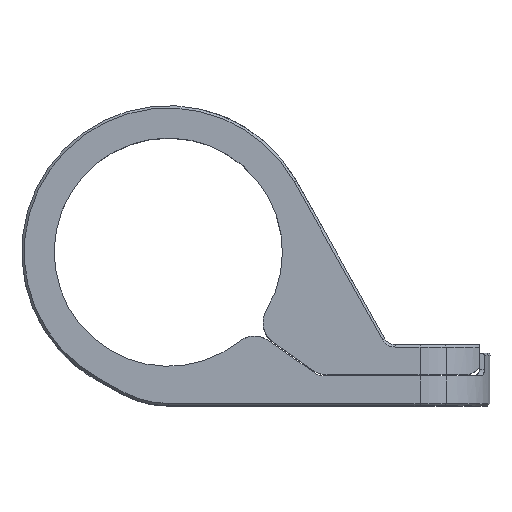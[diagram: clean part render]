
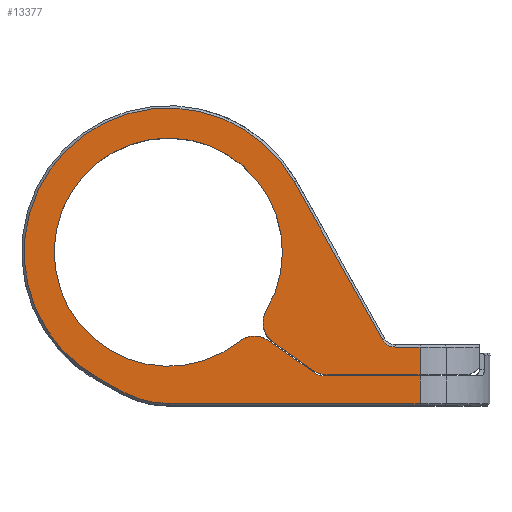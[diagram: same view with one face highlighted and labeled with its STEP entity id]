
A CAD part, top view. The second image highlights one B-rep face of the part: STEP entity #13377.
In plain terms, the highlighted planar face has unit normal (0, 0, 1).
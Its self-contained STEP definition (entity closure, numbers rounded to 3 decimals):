
#522=DIRECTION('',(1.,0.,0.));
#523=VECTOR('',#522,7.723);
#524=CARTESIAN_POINT('',(13.231,-10.2,6.35));
#525=LINE('',#524,#523);
#692=DIRECTION('',(-1.,0.,0.));
#693=VECTOR('',#692,20.954);
#694=CARTESIAN_POINT('',(20.954,-12.6,6.35));
#695=LINE('',#694,#693);
#696=CARTESIAN_POINT('',(0.,-4.8,6.35));
#697=DIRECTION('',(0.,0.,-1.));
#698=DIRECTION('',(0.,-1.,0.));
#699=AXIS2_PLACEMENT_3D('',#696,#697,#698);
#701=DIRECTION('',(-0.875,0.484,0.));
#702=VECTOR('',#701,2.324);
#703=CARTESIAN_POINT('',(-3.776,-11.625,6.35));
#704=LINE('',#703,#702);
#705=CARTESIAN_POINT('',(0.,0.,6.35));
#706=DIRECTION('',(0.,0.,-1.));
#707=DIRECTION('',(-0.484,-0.875,0.));
#708=AXIS2_PLACEMENT_3D('',#705,#706,#707);
#710=DIRECTION('',(0.489,-0.872,0.));
#711=VECTOR('',#710,15.077);
#712=CARTESIAN_POINT('',(10.468,5.866,6.35));
#713=LINE('',#712,#711);
#714=CARTESIAN_POINT('',(18.886,-6.7,6.35));
#715=DIRECTION('',(0.,0.,1.));
#716=DIRECTION('',(-0.872,-0.489,0.));
#717=AXIS2_PLACEMENT_3D('',#714,#715,#716);
#719=DIRECTION('',(1.,0.,0.));
#720=VECTOR('',#719,2.068);
#721=CARTESIAN_POINT('',(18.886,-7.9,6.35));
#722=LINE('',#721,#720);
#723=DIRECTION('',(0.,1.,0.));
#724=VECTOR('',#723,2.3);
#725=CARTESIAN_POINT('',(20.954,-10.2,6.35));
#726=LINE('',#725,#724);
#727=CARTESIAN_POINT('',(13.231,-8.1,6.35));
#728=DIRECTION('',(0.,0.,1.));
#729=DIRECTION('',(-0.574,-0.819,0.));
#730=AXIS2_PLACEMENT_3D('',#727,#728,#729);
#732=DIRECTION('',(0.819,-0.574,0.));
#733=VECTOR('',#732,4.016);
#734=CARTESIAN_POINT('',(8.737,-7.517,6.35));
#735=LINE('',#734,#733);
#736=CARTESIAN_POINT('',(9.884,-5.878,6.35));
#737=DIRECTION('',(0.,0.,1.));
#738=DIRECTION('',(-0.859,0.511,0.));
#739=AXIS2_PLACEMENT_3D('',#736,#737,#738);
#741=CARTESIAN_POINT('',(7.175,-8.987,6.35));
#742=DIRECTION('',(0.,0.,1.));
#743=DIRECTION('',(0.574,0.819,0.));
#744=AXIS2_PLACEMENT_3D('',#741,#742,#743);
#746=DIRECTION('',(-0.819,0.574,0.));
#747=VECTOR('',#746,4.673);
#748=CARTESIAN_POINT('',(12.15,-10.029,6.35));
#749=LINE('',#748,#747);
#750=DIRECTION('',(0.,1.,0.));
#751=VECTOR('',#750,2.3);
#752=CARTESIAN_POINT('',(20.954,-12.6,6.35));
#753=LINE('',#752,#751);
#915=DIRECTION('',(-1.,0.,0.));
#916=VECTOR('',#915,7.943);
#917=CARTESIAN_POINT('',(20.954,-10.3,6.35));
#918=LINE('',#917,#916);
#8954=CARTESIAN_POINT('',(13.01,-8.8,6.35));
#8955=DIRECTION('',(0.,0.,-1.));
#8956=DIRECTION('',(0.,-1.,0.));
#8957=AXIS2_PLACEMENT_3D('',#8954,#8955,#8956);
#9159=CARTESIAN_POINT('',(0.,0.,6.35));
#9160=DIRECTION('',(0.,0.,-1.));
#9161=DIRECTION('',(0.624,-0.781,0.));
#9162=AXIS2_PLACEMENT_3D('',#9159,#9160,#9161);
#9705=CARTESIAN_POINT('',(8.322,-7.349,6.35));
#9706=VERTEX_POINT('',#9705);
#9707=CARTESIAN_POINT('',(5.927,-7.424,6.35));
#9708=VERTEX_POINT('',#9707);
#9713=CARTESIAN_POINT('',(8.165,-4.856,6.35));
#9714=CARTESIAN_POINT('',(8.737,-7.517,6.35));
#9715=VERTEX_POINT('',#9713);
#9716=VERTEX_POINT('',#9714);
#9729=CARTESIAN_POINT('',(12.027,-9.82,6.35));
#9730=VERTEX_POINT('',#9729);
#9731=CARTESIAN_POINT('',(13.231,-10.2,6.35));
#9732=VERTEX_POINT('',#9731);
#9734=CARTESIAN_POINT('',(12.15,-10.029,6.35));
#9736=VERTEX_POINT('',#9734);
#9738=CARTESIAN_POINT('',(13.01,-10.3,6.35));
#9740=VERTEX_POINT('',#9738);
#11801=CARTESIAN_POINT('',(20.954,-10.2,6.35));
#11803=VERTEX_POINT('',#11801);
#11804=CARTESIAN_POINT('',(20.954,-10.3,6.35));
#11806=VERTEX_POINT('',#11804);
#11862=CARTESIAN_POINT('',(20.954,-12.6,6.35));
#11863=VERTEX_POINT('',#11862);
#11866=CARTESIAN_POINT('',(0.,-12.6,6.35));
#11867=VERTEX_POINT('',#11866);
#11870=CARTESIAN_POINT('',(-3.776,-11.625,6.35));
#11871=VERTEX_POINT('',#11870);
#11874=CARTESIAN_POINT('',(-5.809,-10.5,6.35));
#11875=VERTEX_POINT('',#11874);
#11878=CARTESIAN_POINT('',(10.468,5.866,6.35));
#11879=VERTEX_POINT('',#11878);
#11882=CARTESIAN_POINT('',(17.839,-7.287,6.35));
#11883=VERTEX_POINT('',#11882);
#11886=CARTESIAN_POINT('',(18.886,-7.9,6.35));
#11887=VERTEX_POINT('',#11886);
#11890=CARTESIAN_POINT('',(20.954,-7.9,6.35));
#11891=VERTEX_POINT('',#11890);
#13338=CARTESIAN_POINT('',(0.,0.,6.35));
#13339=DIRECTION('',(0.,0.,1.));
#13340=DIRECTION('',(1.,0.,0.));
#13341=AXIS2_PLACEMENT_3D('',#13338,#13339,#13340);
#13342=PLANE('',#13341);
#13344=ORIENTED_EDGE('',*,*,#13343,.T.);
#13346=ORIENTED_EDGE('',*,*,#13345,.T.);
#13348=ORIENTED_EDGE('',*,*,#13347,.T.);
#13350=ORIENTED_EDGE('',*,*,#13349,.T.);
#13352=ORIENTED_EDGE('',*,*,#13351,.T.);
#13353=ORIENTED_EDGE('',*,*,#12695,.T.);
#13354=ORIENTED_EDGE('',*,*,#12710,.T.);
#13355=ORIENTED_EDGE('',*,*,#13333,.F.);
#13356=ORIENTED_EDGE('',*,*,#13114,.F.);
#13358=ORIENTED_EDGE('',*,*,#13357,.F.);
#13360=ORIENTED_EDGE('',*,*,#13359,.F.);
#13362=ORIENTED_EDGE('',*,*,#13361,.F.);
#13364=ORIENTED_EDGE('',*,*,#13363,.F.);
#13366=ORIENTED_EDGE('',*,*,#13365,.F.);
#13368=ORIENTED_EDGE('',*,*,#13367,.F.);
#13370=ORIENTED_EDGE('',*,*,#13369,.F.);
#13372=ORIENTED_EDGE('',*,*,#13371,.F.);
#13374=ORIENTED_EDGE('',*,*,#13373,.F.);
#13375=EDGE_LOOP('',(#13344,#13346,#13348,#13350,#13352,#13353,#13354,#13355,
#13356,#13358,#13360,#13362,#13364,#13366,#13368,#13370,#13372,#13374));
#13376=FACE_OUTER_BOUND('',#13375,.F.);
#13377=ADVANCED_FACE('',(#13376),#13342,.T.);
#700=CIRCLE('',#699,7.8);
#709=CIRCLE('',#708,12.);
#718=CIRCLE('',#717,1.2);
#731=CIRCLE('',#730,2.1);
#740=CIRCLE('',#739,2.);
#745=CIRCLE('',#744,2.);
#8958=CIRCLE('',#8957,1.5);
#9163=CIRCLE('',#9162,9.5);
#12695=EDGE_CURVE('',#11883,#11887,#718,.T.);
#12710=EDGE_CURVE('',#11887,#11891,#722,.T.);
#13114=EDGE_CURVE('',#9732,#11803,#525,.T.);
#13333=EDGE_CURVE('',#11803,#11891,#726,.T.);
#13343=EDGE_CURVE('',#11863,#11867,#695,.T.);
#13345=EDGE_CURVE('',#11867,#11871,#700,.T.);
#13347=EDGE_CURVE('',#11871,#11875,#704,.T.);
#13349=EDGE_CURVE('',#11875,#11879,#709,.T.);
#13351=EDGE_CURVE('',#11879,#11883,#713,.T.);
#13357=EDGE_CURVE('',#9730,#9732,#731,.T.);
#13359=EDGE_CURVE('',#9716,#9730,#735,.T.);
#13361=EDGE_CURVE('',#9715,#9716,#740,.T.);
#13363=EDGE_CURVE('',#9708,#9715,#9163,.T.);
#13365=EDGE_CURVE('',#9706,#9708,#745,.T.);
#13367=EDGE_CURVE('',#9736,#9706,#749,.T.);
#13369=EDGE_CURVE('',#9740,#9736,#8958,.T.);
#13371=EDGE_CURVE('',#11806,#9740,#918,.T.);
#13373=EDGE_CURVE('',#11863,#11806,#753,.T.);
